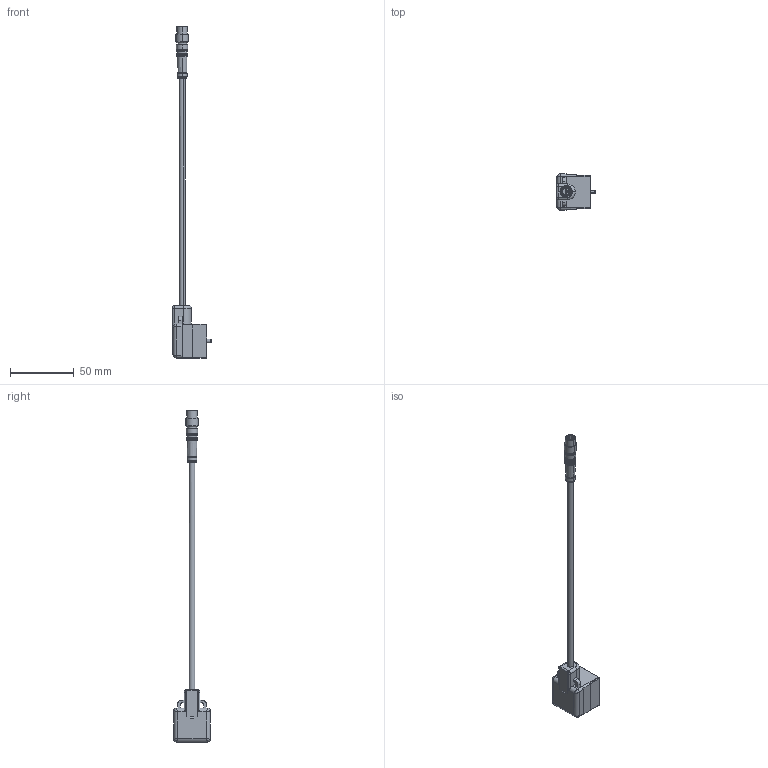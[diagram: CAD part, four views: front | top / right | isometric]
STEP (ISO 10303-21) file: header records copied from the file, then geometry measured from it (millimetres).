
FILE_DESCRIPTION(('CATIA V5 STEP Exchange','CAx-IF Rec.Pracs.--- Model Styling and Organization---1.5--- 2016-08-15','CAx-IF Rec.Pracs.---Supplemental Geometry---1.0---2011-11-01','CAx-IF Rec.Pracs.--- Composite Materials ---1.1---2010-07-15'),'2;1');
FILE_NAME ('399531-2_0', '2025-07-08T06:25:19+00:00', ('none'), ('Weidmueller'), 'CATIA Version 5-6 Release 2022 SP4 HF5', 'CATIA V5 STEP AP214 v3', 'none');
FILE_SCHEMA(('AUTOMOTIVE_DESIGN { 1 0 10303 214 1 1 1 1 }'));
Length unit declared in the file: millimetre
Products named in the file (1): 1099760000
Bounding box: 30 x 28.4 x 259.41 mm (x, y, z)
Volume: 25573.9 mm3; surface area: 9281.1 mm2
Topology: 1 solids, 1 shells, 440 faces, 1116 edges, 708 vertices
Faces by surface type: plane 237, cylinder 127, torus 34, cone 18, revolution 12, bspline 8, sphere 4
Entity records: 13993 total; most frequent: CARTESIAN_POINT 3938, ORIENTED_EDGE 2204, DIRECTION 1566, EDGE_CURVE 1102, VERTEX_POINT 708, VECTOR 689, LINE 689, AXIS2_PLACEMENT_3D 543
